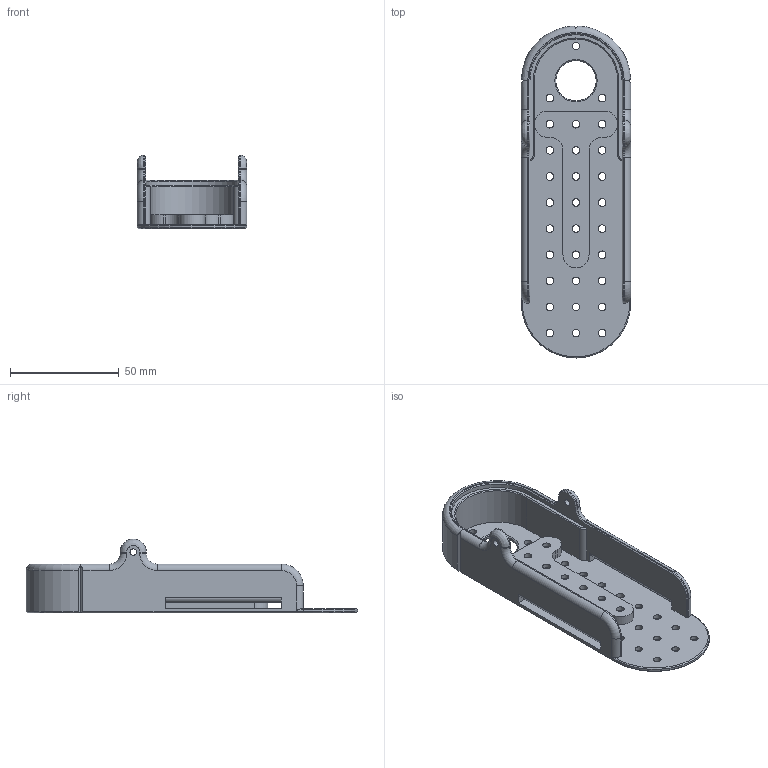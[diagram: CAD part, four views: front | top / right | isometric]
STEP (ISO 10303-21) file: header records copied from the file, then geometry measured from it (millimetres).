
FILE_DESCRIPTION(/* description */ (''),/* implementation_level */ '2;1');
FILE_NAME(/* name */ 'RFVPlotter-Riser20mm-v1.step',/* time_stamp */ '2022-10-07T12:20:17+02:00',/* author */ (''),/* organization */ (''),/* preprocessor_version */ 'ST-DEVELOPER v19',/* originating_system */ 'Autodesk Translation Framework v11.7.0.108',/* authorisation */ '');
FILE_SCHEMA (('AUTOMOTIVE_DESIGN { 1 0 10303 214 3 1 1 }'));
Length unit declared in the file: millimetre
Products named in the file (1): RFVPlotter-Riser20mm
Bounding box: 50.3 x 152.58 x 34 mm (x, y, z)
Volume: 43347.6 mm3; surface area: 27713 mm2
Topology: 1 solids, 1 shells, 199 faces, 525 edges, 334 vertices
Faces by surface type: plane 105, cylinder 67, cone 18, torus 7, bspline 2
Full cylindrical faces by diameter (mm): 3 x2, 3.5 x30, 18.5 x1
Entity records: 6354 total; most frequent: CARTESIAN_POINT 1147, DIRECTION 1072, ORIENTED_EDGE 1054, EDGE_CURVE 527, AXIS2_PLACEMENT_3D 361, LINE 350, VECTOR 350, VERTEX_POINT 334
